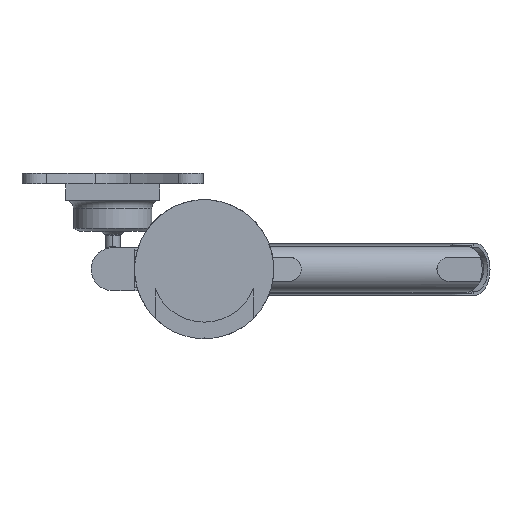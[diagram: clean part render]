
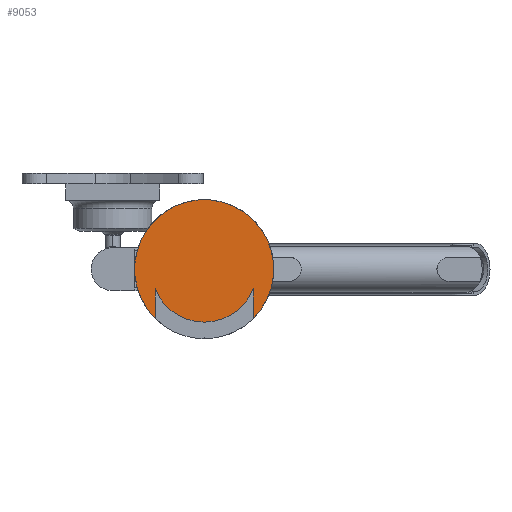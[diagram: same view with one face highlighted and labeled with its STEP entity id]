
A CAD part, front view. The second image highlights one B-rep face of the part: STEP entity #9053.
In plain terms, the highlighted planar face has unit normal (0, -1, 0).
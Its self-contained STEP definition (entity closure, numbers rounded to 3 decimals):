
#171 = ORIENTED_EDGE ( 'NONE', *, *, #8250, .F. ) ;
#308 = DIRECTION ( 'NONE',  ( 0., 0., -1. ) ) ;
#626 = EDGE_CURVE ( 'NONE', #11200, #6271, #11296, .T. ) ;
#954 = CIRCLE ( 'NONE', #13130, 46. ) ;
#1051 = CARTESIAN_POINT ( 'NONE',  ( 0., 0., 0. ) ) ;
#1361 = CIRCLE ( 'NONE', #12629, 35. ) ;
#1545 = EDGE_CURVE ( 'NONE', #12890, #14231, #4591, .T. ) ;
#1772 = ORIENTED_EDGE ( 'NONE', *, *, #11513, .F. ) ;
#1818 = DIRECTION ( 'NONE',  ( 0., 0., -1. ) ) ;
#1839 = CIRCLE ( 'NONE', #5733, 35. ) ;
#2459 = DIRECTION ( 'NONE',  ( 0., 0., 1. ) ) ;
#2503 = CARTESIAN_POINT ( 'NONE',  ( 32.5, 0., 0. ) ) ;
#2581 = ORIENTED_EDGE ( 'NONE', *, *, #626, .T. ) ;
#2665 = DIRECTION ( 'NONE',  ( 0., 0., 1. ) ) ;
#2902 = DIRECTION ( 'NONE',  ( 0., 1., 0. ) ) ;
#3108 = CARTESIAN_POINT ( 'NONE',  ( 0., 0., 0. ) ) ;
#3132 = DIRECTION ( 'NONE',  ( 0., 1., 0. ) ) ;
#3458 = CARTESIAN_POINT ( 'NONE',  ( 32.5, 0., -32.554 ) ) ;
#3877 = DIRECTION ( 'NONE',  ( 0., 1., 0. ) ) ;
#3942 = AXIS2_PLACEMENT_3D ( 'NONE', #10453, #3877, #2665 ) ;
#4591 = LINE ( 'NONE', #5608, #13213 ) ;
#5449 = CARTESIAN_POINT ( 'NONE',  ( 0., 0., -35. ) ) ;
#5564 = CARTESIAN_POINT ( 'NONE',  ( 0., 0., 0. ) ) ;
#5608 = CARTESIAN_POINT ( 'NONE',  ( -32.5, 0., -12.99 ) ) ;
#5733 = AXIS2_PLACEMENT_3D ( 'NONE', #3108, #2902, #1818 ) ;
#5799 = CARTESIAN_POINT ( 'NONE',  ( -32.5, 0., -12.99 ) ) ;
#5800 = DIRECTION ( 'NONE',  ( 0., 0., -1. ) ) ;
#6033 = FACE_OUTER_BOUND ( 'NONE', #8983, .T. ) ;
#6271 = VERTEX_POINT ( 'NONE', #3458 ) ;
#8250 = EDGE_CURVE ( 'NONE', #14231, #6271, #954, .T. ) ;
#8674 = DIRECTION ( 'NONE',  ( 0., 0., -1. ) ) ;
#8983 = EDGE_LOOP ( 'NONE', ( #171, #10482, #9991, #1772, #2581 ) ) ;
#9053 = ADVANCED_FACE ( 'NONE', ( #6033 ), #13609, .F. ) ;
#9991 = ORIENTED_EDGE ( 'NONE', *, *, #12075, .F. ) ;
#10240 = DIRECTION ( 'NONE',  ( 0., 1., 0. ) ) ;
#10453 = CARTESIAN_POINT ( 'NONE',  ( 0., 0., 0. ) ) ;
#10482 = ORIENTED_EDGE ( 'NONE', *, *, #1545, .F. ) ;
#11162 = CARTESIAN_POINT ( 'NONE',  ( 32.5, 0., -12.99 ) ) ;
#11200 = VERTEX_POINT ( 'NONE', #11162 ) ;
#11296 = LINE ( 'NONE', #2503, #13875 ) ;
#11513 = EDGE_CURVE ( 'NONE', #11200, #13151, #1839, .T. ) ;
#12075 = EDGE_CURVE ( 'NONE', #13151, #12890, #1361, .T. ) ;
#12237 = CARTESIAN_POINT ( 'NONE',  ( -32.5, 0., -32.554 ) ) ;
#12629 = AXIS2_PLACEMENT_3D ( 'NONE', #5564, #3132, #8674 ) ;
#12890 = VERTEX_POINT ( 'NONE', #5799 ) ;
#13130 = AXIS2_PLACEMENT_3D ( 'NONE', #1051, #10240, #2459 ) ;
#13151 = VERTEX_POINT ( 'NONE', #5449 ) ;
#13213 = VECTOR ( 'NONE', #308, 1000. ) ;
#13609 = PLANE ( 'NONE',  #3942 ) ;
#13875 = VECTOR ( 'NONE', #5800, 1000. ) ;
#14231 = VERTEX_POINT ( 'NONE', #12237 ) ;
